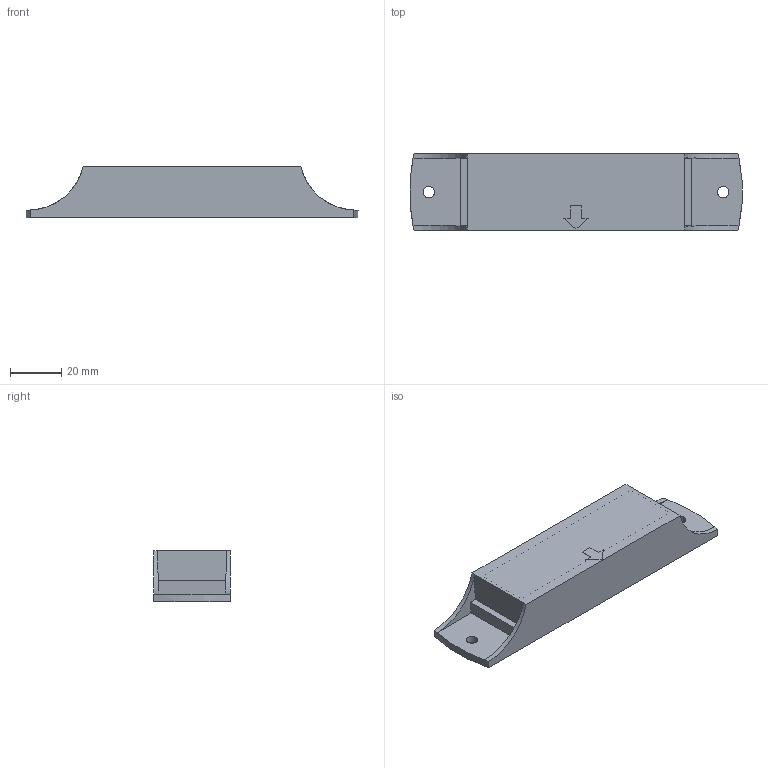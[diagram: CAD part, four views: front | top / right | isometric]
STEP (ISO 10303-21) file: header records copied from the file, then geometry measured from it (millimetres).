
FILE_DESCRIPTION(('STEP AP203'), '1');
FILE_NAME('102-26 鼁闉罻', '', ('UNSPECIFIED'), ('UNSPECIFIED'), 'ASCON STEP Converter 1.6', 'ASCON Math Kernel', '');
FILE_SCHEMA(('CONFIG_CONTROL_DESIGN'));
Length unit declared in the file: millimetre
Products named in the file (7): ПАШК.685181.017; -01
Assembly tree (10 placements, depth 3):
  (unnamed)
    ПАШК.685181.017
    (unnamed)
    -01
      -01
      (unnamed)  x3
      (unnamed)  x3
Bounding box: 129.71 x 30 x 20.1 mm (x, y, z)
Volume: 34421.9 mm3; surface area: 24002.3 mm2
Topology: 10 solids, 10 shells, 247 faces, 596 edges, 375 vertices
Faces by surface type: plane 158, cylinder 71, sphere 12, cone 6
Full cylindrical faces by diameter (mm): 1 x3, 1.2 x3, 1.4 x3, 1.5 x3, 2.75 x3, 4.5 x2
Entity records: 5361 total; most frequent: CARTESIAN_POINT 995, DIRECTION 774, ORIENTED_EDGE 774, EDGE_CURVE 387, LINE 304, VECTOR 304, VERTEX_POINT 259, AXIS2_PLACEMENT_3D 235
